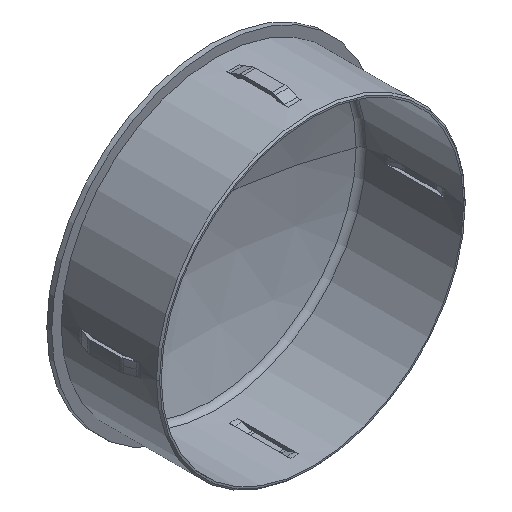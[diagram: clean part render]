
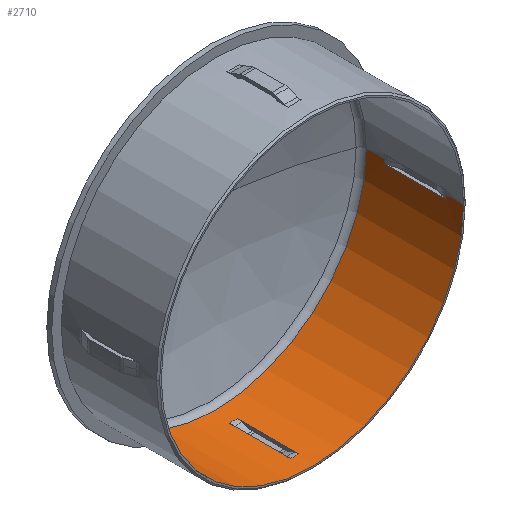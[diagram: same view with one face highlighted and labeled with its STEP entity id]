
A CAD part, isometric view. The second image highlights one B-rep face of the part: STEP entity #2710.
In plain terms, the highlighted cylindrical face has radius 46.85 mm (diameter 93.7 mm), a partial arc.
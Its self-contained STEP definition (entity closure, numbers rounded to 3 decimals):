
#26 = DIRECTION ( 'NONE',  ( 1., 0., 0. ) ) ;
#41 = EDGE_CURVE ( 'NONE', #10348, #8148, #7275, .T. ) ;
#138 = CARTESIAN_POINT ( 'NONE',  ( 46.85, 40.5, 0. ) ) ;
#200 = AXIS2_PLACEMENT_3D ( 'NONE', #6979, #5724, #4767 ) ;
#236 = EDGE_CURVE ( 'NONE', #8598, #13494, #11275, .T. ) ;
#350 = CARTESIAN_POINT ( 'NONE',  ( -1.25, 5.5, -46.833 ) ) ;
#466 = DIRECTION ( 'NONE',  ( 0., -1., 0. ) ) ;
#572 = DIRECTION ( 'NONE',  ( 0., -1., 0. ) ) ;
#588 = ORIENTED_EDGE ( 'NONE', *, *, #12093, .T. ) ;
#608 = ORIENTED_EDGE ( 'NONE', *, *, #653, .T. ) ;
#653 = EDGE_CURVE ( 'NONE', #8739, #14401, #13648, .T. ) ;
#889 = CIRCLE ( 'NONE', #5210, 46.85 ) ;
#1119 = ORIENTED_EDGE ( 'NONE', *, *, #3739, .F. ) ;
#1158 = ORIENTED_EDGE ( 'NONE', *, *, #4140, .T. ) ;
#1345 = CARTESIAN_POINT ( 'NONE',  ( 46.833, 24.5, -1.25 ) ) ;
#1533 = DIRECTION ( 'NONE',  ( 0., -1., 0. ) ) ;
#1554 = CIRCLE ( 'NONE', #8800, 46.85 ) ;
#1768 = VECTOR ( 'NONE', #3696, 1000. ) ;
#1823 = EDGE_CURVE ( 'NONE', #14401, #13883, #10246, .T. ) ;
#1985 = DIRECTION ( 'NONE',  ( 0., -1., 0. ) ) ;
#1994 = LINE ( 'NONE', #11017, #5978 ) ;
#2003 = DIRECTION ( 'NONE',  ( 0., -1., 0. ) ) ;
#2147 = DIRECTION ( 'NONE',  ( 0., -1., 0. ) ) ;
#2155 = CARTESIAN_POINT ( 'NONE',  ( 46.85, 0., 0. ) ) ;
#2710 = ADVANCED_FACE ( 'NONE', ( #4454, #6430 ), #9695, .F. ) ;
#2742 = CARTESIAN_POINT ( 'NONE',  ( -1.25, 95.879, -46.833 ) ) ;
#3038 = CARTESIAN_POINT ( 'NONE',  ( -46.85, 0., 0. ) ) ;
#3050 = VECTOR ( 'NONE', #7854, 1000. ) ;
#3085 = EDGE_LOOP ( 'NONE', ( #3977, #608, #8667, #5887, #6460, #1158, #4042, #1119, #6503, #7459, #10913, #6671 ) ) ;
#3100 = CARTESIAN_POINT ( 'NONE',  ( 0., 0., 0. ) ) ;
#3103 = CARTESIAN_POINT ( 'NONE',  ( 46.85, 24.5, 0. ) ) ;
#3107 = CARTESIAN_POINT ( 'NONE',  ( -46.833, 95.879, -1.25 ) ) ;
#3646 = VERTEX_POINT ( 'NONE', #9149 ) ;
#3696 = DIRECTION ( 'NONE',  ( 0., -1., 0. ) ) ;
#3700 = VERTEX_POINT ( 'NONE', #1345 ) ;
#3725 = CARTESIAN_POINT ( 'NONE',  ( 1.25, 5.5, -46.833 ) ) ;
#3729 = VERTEX_POINT ( 'NONE', #14080 ) ;
#3739 = EDGE_CURVE ( 'NONE', #13494, #11534, #7355, .T. ) ;
#3743 = AXIS2_PLACEMENT_3D ( 'NONE', #5842, #8161, #26 ) ;
#3814 = VECTOR ( 'NONE', #13519, 1000. ) ;
#3914 = DIRECTION ( 'NONE',  ( 0., -1., 0. ) ) ;
#3977 = ORIENTED_EDGE ( 'NONE', *, *, #7619, .F. ) ;
#4042 = ORIENTED_EDGE ( 'NONE', *, *, #4610, .T. ) ;
#4140 = EDGE_CURVE ( 'NONE', #13405, #7306, #10087, .T. ) ;
#4275 = DIRECTION ( 'NONE',  ( 0., -1., 0. ) ) ;
#4419 = DIRECTION ( 'NONE',  ( 0., -1., 0. ) ) ;
#4435 = ORIENTED_EDGE ( 'NONE', *, *, #13561, .F. ) ;
#4454 = FACE_BOUND ( 'NONE', #11112, .T. ) ;
#4561 = DIRECTION ( 'NONE',  ( 1., 0., 0. ) ) ;
#4590 = CARTESIAN_POINT ( 'NONE',  ( -46.85, 30.151, 0. ) ) ;
#4610 = EDGE_CURVE ( 'NONE', #7306, #11534, #1554, .T. ) ;
#4767 = DIRECTION ( 'NONE',  ( 1., 0., 0. ) ) ;
#5157 = CARTESIAN_POINT ( 'NONE',  ( -46.85, 40.5, 0. ) ) ;
#5210 = AXIS2_PLACEMENT_3D ( 'NONE', #13017, #1533, #6085 ) ;
#5259 = CARTESIAN_POINT ( 'NONE',  ( -46.85, 5.5, 0. ) ) ;
#5391 = AXIS2_PLACEMENT_3D ( 'NONE', #11479, #4419, #4561 ) ;
#5444 = CIRCLE ( 'NONE', #5391, 46.85 ) ;
#5541 = CARTESIAN_POINT ( 'NONE',  ( -46.85, 40.5, 0. ) ) ;
#5592 = VECTOR ( 'NONE', #7957, 1000. ) ;
#5724 = DIRECTION ( 'NONE',  ( 0., -1., 0. ) ) ;
#5842 = CARTESIAN_POINT ( 'NONE',  ( 0., 5.5, 0. ) ) ;
#5887 = ORIENTED_EDGE ( 'NONE', *, *, #7523, .T. ) ;
#5978 = VECTOR ( 'NONE', #4275, 1000. ) ;
#6085 = DIRECTION ( 'NONE',  ( 1., 0., 0. ) ) ;
#6430 = FACE_OUTER_BOUND ( 'NONE', #3085, .T. ) ;
#6460 = ORIENTED_EDGE ( 'NONE', *, *, #13963, .F. ) ;
#6503 = ORIENTED_EDGE ( 'NONE', *, *, #236, .F. ) ;
#6554 = EDGE_CURVE ( 'NONE', #3729, #3646, #5444, .T. ) ;
#6671 = ORIENTED_EDGE ( 'NONE', *, *, #41, .F. ) ;
#6957 = EDGE_CURVE ( 'NONE', #3700, #8598, #1994, .T. ) ;
#6979 = CARTESIAN_POINT ( 'NONE',  ( 0., 5.5, 0. ) ) ;
#7275 = LINE ( 'NONE', #10737, #14365 ) ;
#7306 = VERTEX_POINT ( 'NONE', #3038 ) ;
#7355 = LINE ( 'NONE', #138, #1768 ) ;
#7459 = ORIENTED_EDGE ( 'NONE', *, *, #6957, .F. ) ;
#7523 = EDGE_CURVE ( 'NONE', #13883, #11282, #13588, .T. ) ;
#7619 = EDGE_CURVE ( 'NONE', #8739, #10348, #889, .T. ) ;
#7854 = DIRECTION ( 'NONE',  ( 0., -1., 0. ) ) ;
#7933 = CARTESIAN_POINT ( 'NONE',  ( -46.833, 24.5, -1.25 ) ) ;
#7957 = DIRECTION ( 'NONE',  ( 0., -1., 0. ) ) ;
#7998 = CARTESIAN_POINT ( 'NONE',  ( 46.85, 5.5, 0. ) ) ;
#8148 = VERTEX_POINT ( 'NONE', #3103 ) ;
#8161 = DIRECTION ( 'NONE',  ( 0., -1., 0. ) ) ;
#8501 = AXIS2_PLACEMENT_3D ( 'NONE', #13673, #2147, #11367 ) ;
#8581 = DIRECTION ( 'NONE',  ( 0., -1., 0. ) ) ;
#8598 = VERTEX_POINT ( 'NONE', #13293 ) ;
#8655 = DIRECTION ( 'NONE',  ( 0., -1., 0. ) ) ;
#8667 = ORIENTED_EDGE ( 'NONE', *, *, #1823, .T. ) ;
#8681 = LINE ( 'NONE', #10152, #5592 ) ;
#8687 = ORIENTED_EDGE ( 'NONE', *, *, #6554, .T. ) ;
#8739 = VERTEX_POINT ( 'NONE', #4590 ) ;
#8800 = AXIS2_PLACEMENT_3D ( 'NONE', #3100, #2003, #10105 ) ;
#9149 = CARTESIAN_POINT ( 'NONE',  ( 1.25, 24.5, -46.833 ) ) ;
#9169 = AXIS2_PLACEMENT_3D ( 'NONE', #10237, #1985, #13692 ) ;
#9467 = VECTOR ( 'NONE', #8655, 1000. ) ;
#9630 = CARTESIAN_POINT ( 'NONE',  ( 0., 24.5, 0. ) ) ;
#9686 = DIRECTION ( 'NONE',  ( 1., 0., 0. ) ) ;
#9695 = CYLINDRICAL_SURFACE ( 'NONE', #11511, 46.85 ) ;
#10006 = CIRCLE ( 'NONE', #3743, 46.85 ) ;
#10087 = LINE ( 'NONE', #5541, #3050 ) ;
#10105 = DIRECTION ( 'NONE',  ( 1., 0., 0. ) ) ;
#10152 = CARTESIAN_POINT ( 'NONE',  ( 1.25, 95.879, -46.833 ) ) ;
#10160 = CIRCLE ( 'NONE', #200, 46.85 ) ;
#10237 = CARTESIAN_POINT ( 'NONE',  ( 0., 5.5, 0. ) ) ;
#10246 = CIRCLE ( 'NONE', #8501, 46.85 ) ;
#10309 = CARTESIAN_POINT ( 'NONE',  ( -46.85, 24.5, 0. ) ) ;
#10348 = VERTEX_POINT ( 'NONE', #13152 ) ;
#10737 = CARTESIAN_POINT ( 'NONE',  ( 46.85, 40.5, 0. ) ) ;
#10815 = DIRECTION ( 'NONE',  ( 1., 0., 0. ) ) ;
#10890 = VECTOR ( 'NONE', #572, 1000. ) ;
#10913 = ORIENTED_EDGE ( 'NONE', *, *, #15022, .T. ) ;
#11017 = CARTESIAN_POINT ( 'NONE',  ( 46.833, 95.879, -1.25 ) ) ;
#11061 = VERTEX_POINT ( 'NONE', #3725 ) ;
#11067 = ORIENTED_EDGE ( 'NONE', *, *, #12560, .F. ) ;
#11112 = EDGE_LOOP ( 'NONE', ( #11067, #4435, #8687, #588 ) ) ;
#11275 = CIRCLE ( 'NONE', #9169, 46.85 ) ;
#11282 = VERTEX_POINT ( 'NONE', #13469 ) ;
#11367 = DIRECTION ( 'NONE',  ( 1., 0., 0. ) ) ;
#11479 = CARTESIAN_POINT ( 'NONE',  ( 0., 24.5, 0. ) ) ;
#11511 = AXIS2_PLACEMENT_3D ( 'NONE', #11640, #3914, #10815 ) ;
#11534 = VERTEX_POINT ( 'NONE', #2155 ) ;
#11640 = CARTESIAN_POINT ( 'NONE',  ( 0., 40.5, 0. ) ) ;
#11853 = AXIS2_PLACEMENT_3D ( 'NONE', #9630, #8581, #9686 ) ;
#12093 = EDGE_CURVE ( 'NONE', #3646, #11061, #8681, .T. ) ;
#12318 = CIRCLE ( 'NONE', #11853, 46.85 ) ;
#12560 = EDGE_CURVE ( 'NONE', #13184, #11061, #10006, .T. ) ;
#13017 = CARTESIAN_POINT ( 'NONE',  ( 0., 30.151, 0. ) ) ;
#13152 = CARTESIAN_POINT ( 'NONE',  ( 46.85, 30.151, 0. ) ) ;
#13184 = VERTEX_POINT ( 'NONE', #350 ) ;
#13293 = CARTESIAN_POINT ( 'NONE',  ( 46.833, 5.5, -1.25 ) ) ;
#13405 = VERTEX_POINT ( 'NONE', #5259 ) ;
#13469 = CARTESIAN_POINT ( 'NONE',  ( -46.833, 5.5, -1.25 ) ) ;
#13494 = VERTEX_POINT ( 'NONE', #7998 ) ;
#13519 = DIRECTION ( 'NONE',  ( 0., -1., 0. ) ) ;
#13561 = EDGE_CURVE ( 'NONE', #3729, #13184, #14000, .T. ) ;
#13588 = LINE ( 'NONE', #3107, #3814 ) ;
#13648 = LINE ( 'NONE', #5157, #9467 ) ;
#13673 = CARTESIAN_POINT ( 'NONE',  ( 0., 24.5, 0. ) ) ;
#13692 = DIRECTION ( 'NONE',  ( 1., 0., 0. ) ) ;
#13883 = VERTEX_POINT ( 'NONE', #7933 ) ;
#13963 = EDGE_CURVE ( 'NONE', #13405, #11282, #10160, .T. ) ;
#14000 = LINE ( 'NONE', #2742, #10890 ) ;
#14080 = CARTESIAN_POINT ( 'NONE',  ( -1.25, 24.5, -46.833 ) ) ;
#14365 = VECTOR ( 'NONE', #466, 1000. ) ;
#14401 = VERTEX_POINT ( 'NONE', #10309 ) ;
#15022 = EDGE_CURVE ( 'NONE', #3700, #8148, #12318, .T. ) ;
